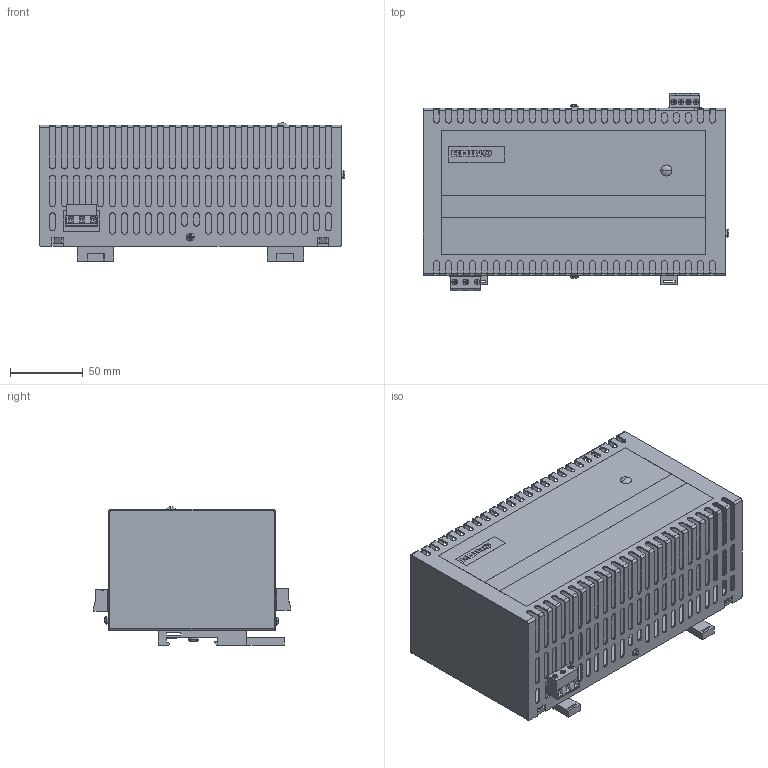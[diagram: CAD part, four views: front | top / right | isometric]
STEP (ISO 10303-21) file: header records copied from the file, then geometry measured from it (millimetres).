
FILE_DESCRIPTION (( 'STEP AP203' ), '1' );
FILE_NAME ('PS24-300D.STEP', '2011-10-11T14:00:52', ( '.adc' ), ( '' ), 'SwSTEP 2.0', 'SolidWorks 2011', '' );
FILE_SCHEMA (( 'CONFIG_CONTROL_DESIGN' ));
Products named in the file (1): PS24-300D
Bounding box: 209.45 x 135.23 x 94.86 mm (x, y, z)
Volume: 1190118.9 mm3; surface area: 185526.7 mm2
Topology: 1 solids, 1 shells, 1456 faces, 4464 edges, 2959 vertices
Faces by surface type: plane 864, cylinder 506, cone 53, bspline 21, torus 10, sphere 2
Entity records: 51977 total; most frequent: CARTESIAN_POINT 10557, ORIENTED_EDGE 8928, DIRECTION 8384, EDGE_CURVE 4464, VECTOR 3196, LINE 3196, VERTEX_POINT 2959, AXIS2_PLACEMENT_3D 2594
